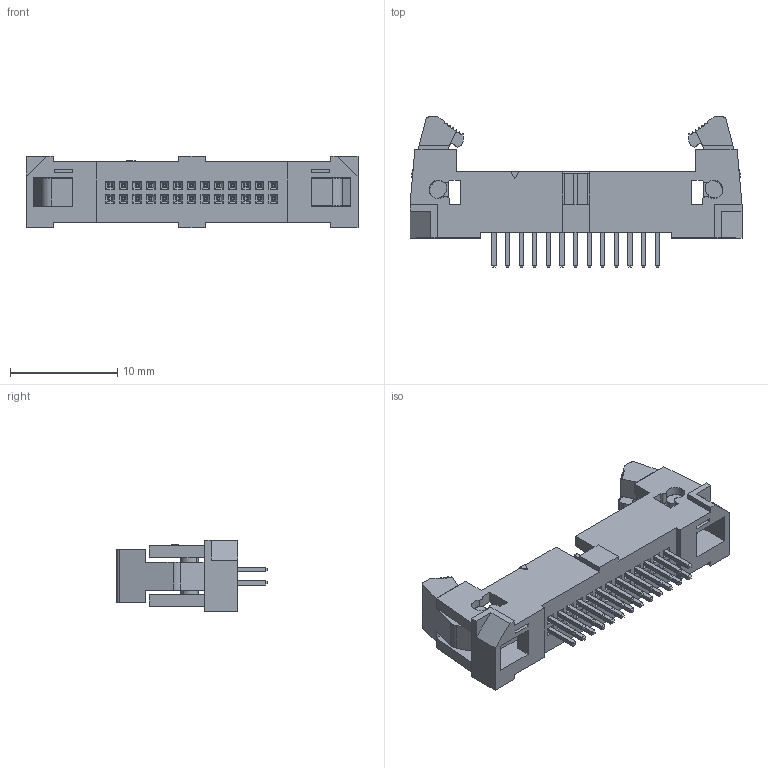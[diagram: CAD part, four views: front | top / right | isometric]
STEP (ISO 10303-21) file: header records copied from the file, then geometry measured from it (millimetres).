
FILE_DESCRIPTION((''),'2;1');
FILE_NAME('M50-3551342_ASM','2012-09-12T',('sbennett'),(''),'PRO/ENGINEER BY PARAMETRIC TECHNOLOGY CORPORATION, 2011490','PRO/ENGINEER BY PARAMETRIC TECHNOLOGY CORPORATION, 2011490','');
FILE_SCHEMA(('CONFIG_CONTROL_DESIGN','SHAPE_APPEARANCE_LAYERS_GROUPS'));
Length unit declared in the file: millimetre
Products named in the file (4): M50-35513_MOULD; M50-355_PIN; M50-355_LATCH; M50-3551342_ASM
Assembly tree (29 placements, depth 2):
  M50-3551342_ASM
    M50-35513_MOULD
    M50-355_PIN  x26
    M50-355_LATCH  x2
Bounding box: 30.99 x 14.02 x 6.67 mm (x, y, z)
Volume: 834.2 mm3; surface area: 1939.1 mm2
Topology: 29 solids, 29 shells, 950 faces, 2280 edges, 1414 vertices
Faces by surface type: plane 894, cylinder 46, extrusion 10
Entity records: 17052 total; most frequent: CARTESIAN_POINT 2438, ORIENTED_EDGE 2284, DIRECTION 2131, PRESENTATION_STYLE_ASSIGNMENT 1154, STYLED_ITEM 1145, CURVE_STYLE 1142, EDGE_CURVE 1142, VECTOR 1057
